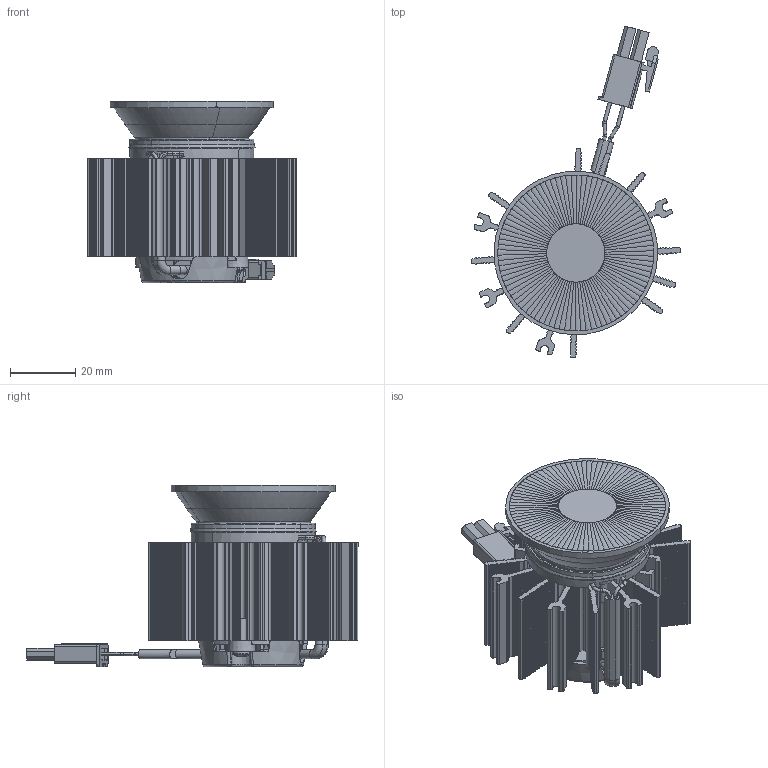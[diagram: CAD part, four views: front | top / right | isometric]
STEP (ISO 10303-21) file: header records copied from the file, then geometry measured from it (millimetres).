
FILE_DESCRIPTION(('Creo Elements/Direct Modeling STEP Export'),'2;1');
FILE_NAME('EVOLVE_LUGA_D64.stp','2018-02-21T12:44:04',(''),(''),'Creo Elements/Direct Modeling STEP processor for AP214 (Solid Model)','Creo Elements/Direct Modeling 19.0F 14-Feb-2017 (C) Parametric Technology GmbH','');
FILE_SCHEMA(('AUTOMOTIVE_DESIGN { 1 0 10303 214 1 1 1 1 }'));
Length unit declared in the file: millimetre
Products named in the file (15): COP_MASCHIO.PRT; HOLDER_13_5X13_5.PRT; CAVO_CONN.PRT; SRC.PRT; DMS123G.PRT; EVOLVE_LUGA; serracavo.1; serracavo_sup; vite_led_b; vite_led_b.1; SRC; cavo.1.1; dissipatore_D64; LENTE; EVOLVE_LUGA_D64
Assembly tree (14 placements, depth 3):
  EVOLVE_LUGA_D64
    LENTE
    dissipatore_D64
    cavo.1.1
    SRC
      vite_led_b.1
      vite_led_b
      serracavo_sup
      serracavo.1
    EVOLVE_LUGA
      DMS123G.PRT
      SRC.PRT
      CAVO_CONN.PRT
      HOLDER_13_5X13_5.PRT
      COP_MASCHIO.PRT
Bounding box: 63.94 x 101.39 x 55.45 mm (x, y, z)
Volume: 57968.4 mm3; surface area: 45038.2 mm2
Topology: 11 solids, 11 shells, 3398 faces, 9568 edges, 6200 vertices
Faces by surface type: plane 1992, cylinder 861, bspline 318, torus 108, cone 97, sphere 22
Entity records: 149727 total; most frequent: CARTESIAN_POINT 61453, ORIENTED_EDGE 19088, DIRECTION 15165, EDGE_CURVE 9544, VERTEX_POINT 6200, VECTOR 6103, LINE 6103, AXIS2_PLACEMENT_3D 4531
